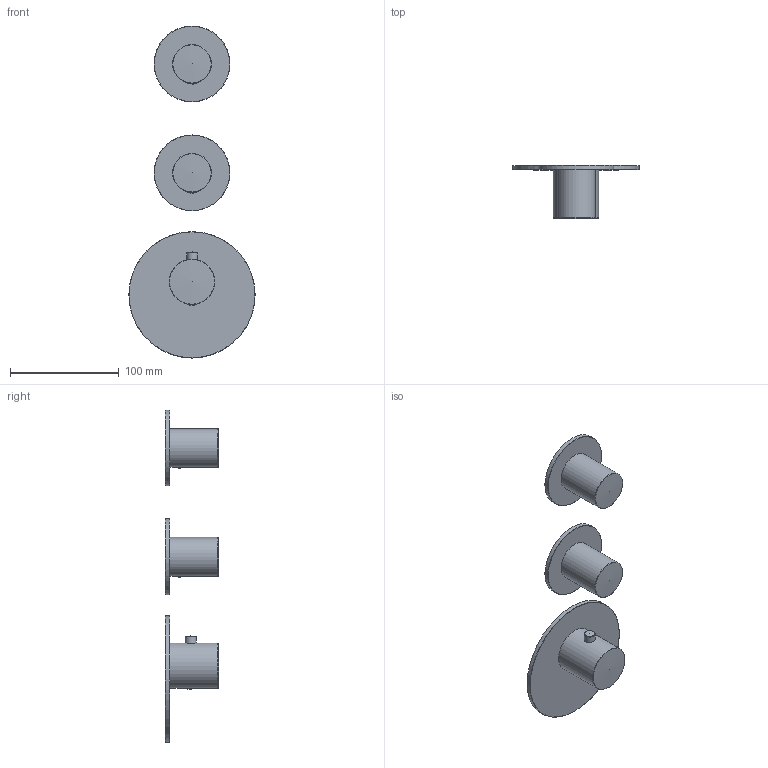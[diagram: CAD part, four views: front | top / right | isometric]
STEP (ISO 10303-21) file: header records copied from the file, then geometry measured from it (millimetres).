
FILE_DESCRIPTION(/* description */ ('Unknown'),/* implementation_level */ '2;1');
FILE_NAME(/* name */ 'MHR2',/* time_stamp */ '2016-04-29T14:45:49+02:00',/* author */ ('Unknown'),/* organization */ ('Unknown'),/* preprocessor_version */ 'ST-DEVELOPER v16.7',/* originating_system */ 'DEX',/* authorisation */ $);
FILE_SCHEMA (('AUTOMOTIVE_DESIGN {1 0 10303 214 3 1 1}'));
Length unit declared in the file: millimetre
Products named in the file (2): e180032_02100sc; E180032_02100SC
Assembly tree (1 placements, depth 2):
  e180032_02100sc
    E180032_02100SC
Bounding box: 116 x 49 x 304.85 mm (x, y, z)
Volume: 215558.9 mm3; surface area: 58780.7 mm2
Topology: 3 solids, 3 shells, 113 faces, 377 edges, 289 vertices
Faces by surface type: bspline 36, cylinder 26, plane 25, torus 13, sphere 7, cone 6
Full cylindrical faces by diameter (mm): 4.2 x4, 9.95 x1, 17 x2, 22 x3, 35.7 x2, 41.7 x1, 54 x2, 66 x2, 69.7 x2, 100 x1, 112 x1, 116 x1
Entity records: 11890 total; most frequent: CARTESIAN_POINT 9401, ORIENTED_EDGE 586, EDGE_CURVE 293, DIRECTION 290, VERTEX_POINT 247, B_SPLINE_CURVE_WITH_KNOTS 226, EDGE_LOOP 172, FACE_BOUND 172
